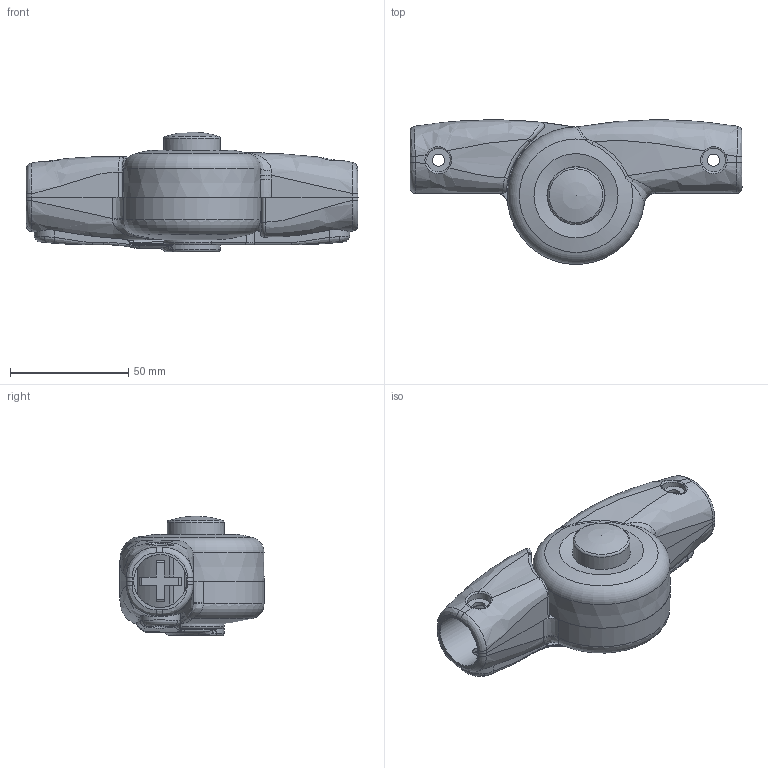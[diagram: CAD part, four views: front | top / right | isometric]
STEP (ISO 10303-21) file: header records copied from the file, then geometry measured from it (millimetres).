
FILE_DESCRIPTION( ( 'STEP AP214' ), '1' );
FILE_NAME( '859XXXD.stp', '2014-01-13T15:58:53', ( ' ' ), ( ' ' ), 'XStep 1.0', 'VISI-Series', ' ' );
FILE_SCHEMA( ( 'automotive_design' ) );
Length unit declared in the file: millimetre
Products named in the file (6): KNOPF; SOLIDS; UNTER; OBER
Bounding box: 140.2 x 61 x 50.56 mm (x, y, z)
Volume: 159316 mm3; surface area: 49792.5 mm2
Topology: 6 solids, 6 shells, 546 faces, 1353 edges, 829 vertices
Faces by surface type: cylinder 190, bspline 161, plane 136, torus 40, cone 12, sphere 7
Full cylindrical faces by diameter (mm): 5.2 x4, 5.6 x1, 5.8 x1, 6.1 x2, 6.5 x1, 9 x2, 10 x7, 11 x3, 12 x2, 20 x1, 22.4 x2, 24 x1, 24.5 x1
Entity records: 48856 total; most frequent: CARTESIAN_POINT 33016, ORIENTED_EDGE 2554, DIRECTION 2066, EDGE_CURVE 1277, AXIS2_PLACEMENT_3D 835, VERTEX_POINT 800, EDGE_LOOP 619, FACE_OUTER_BOUND 583
